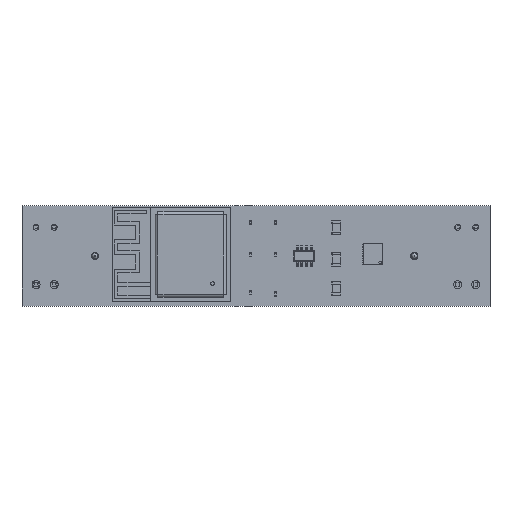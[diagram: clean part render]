
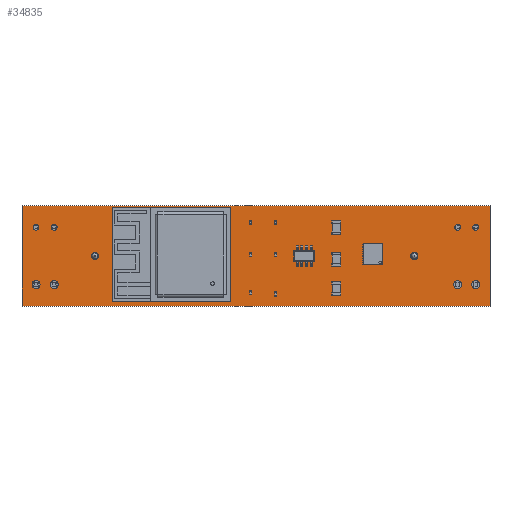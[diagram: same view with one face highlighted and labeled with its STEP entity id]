
A CAD part, top view. The second image highlights one B-rep face of the part: STEP entity #34835.
In plain terms, the highlighted planar face has unit normal (0, 0, 1).
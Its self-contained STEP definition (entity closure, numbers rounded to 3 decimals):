
#34613 = VERTEX_POINT('',#34614);
#34614 = CARTESIAN_POINT('',(134.,-101.,1.6));
#34620 = EDGE_CURVE('',#34613,#34621,#34623,.T.);
#34621 = VERTEX_POINT('',#34622);
#34622 = CARTESIAN_POINT('',(68.5,-101.,1.6));
#34623 = LINE('',#34624,#34625);
#34624 = CARTESIAN_POINT('',(134.,-101.,1.6));
#34625 = VECTOR('',#34626,1.);
#34626 = DIRECTION('',(-1.,0.,0.));
#34653 = VERTEX_POINT('',#34654);
#34654 = CARTESIAN_POINT('',(134.,-87.,1.6));
#34660 = EDGE_CURVE('',#34653,#34613,#34661,.T.);
#34661 = LINE('',#34662,#34663);
#34662 = CARTESIAN_POINT('',(134.,-87.,1.6));
#34663 = VECTOR('',#34664,1.);
#34664 = DIRECTION('',(0.,-1.,0.));
#34682 = EDGE_CURVE('',#34621,#34683,#34685,.T.);
#34683 = VERTEX_POINT('',#34684);
#34684 = CARTESIAN_POINT('',(68.5,-87.,1.6));
#34685 = LINE('',#34686,#34687);
#34686 = CARTESIAN_POINT('',(68.5,-101.,1.6));
#34687 = VECTOR('',#34688,1.);
#34688 = DIRECTION('',(0.,1.,0.));
#34835 = ADVANCED_FACE('',(#34836,#34847,#34858,#34869,#34880,#34891,
    #34902,#34913,#34924,#34935,#34946),#34957,.T.);
#34836 = FACE_BOUND('',#34837,.T.);
#34837 = EDGE_LOOP('',(#34838,#34839,#34840,#34846));
#34838 = ORIENTED_EDGE('',*,*,#34620,.F.);
#34839 = ORIENTED_EDGE('',*,*,#34660,.F.);
#34840 = ORIENTED_EDGE('',*,*,#34841,.F.);
#34841 = EDGE_CURVE('',#34683,#34653,#34842,.T.);
#34842 = LINE('',#34843,#34844);
#34843 = CARTESIAN_POINT('',(68.5,-87.,1.6));
#34844 = VECTOR('',#34845,1.);
#34845 = DIRECTION('',(1.,0.,0.));
#34846 = ORIENTED_EDGE('',*,*,#34682,.F.);
#34847 = FACE_BOUND('',#34848,.T.);
#34848 = EDGE_LOOP('',(#34849));
#34849 = ORIENTED_EDGE('',*,*,#34850,.T.);
#34850 = EDGE_CURVE('',#34851,#34851,#34853,.T.);
#34851 = VERTEX_POINT('',#34852);
#34852 = CARTESIAN_POINT('',(70.46,-98.56,1.6));
#34853 = CIRCLE('',#34854,0.56);
#34854 = AXIS2_PLACEMENT_3D('',#34855,#34856,#34857);
#34855 = CARTESIAN_POINT('',(70.46,-98.,1.6));
#34856 = DIRECTION('',(-0.,0.,-1.));
#34857 = DIRECTION('',(0.,-1.,0.));
#34858 = FACE_BOUND('',#34859,.T.);
#34859 = EDGE_LOOP('',(#34860));
#34860 = ORIENTED_EDGE('',*,*,#34861,.T.);
#34861 = EDGE_CURVE('',#34862,#34862,#34864,.T.);
#34862 = VERTEX_POINT('',#34863);
#34863 = CARTESIAN_POINT('',(73.,-98.56,1.6));
#34864 = CIRCLE('',#34865,0.56);
#34865 = AXIS2_PLACEMENT_3D('',#34866,#34867,#34868);
#34866 = CARTESIAN_POINT('',(73.,-98.,1.6));
#34867 = DIRECTION('',(-0.,0.,-1.));
#34868 = DIRECTION('',(-0.,-1.,0.));
#34869 = FACE_BOUND('',#34870,.T.);
#34870 = EDGE_LOOP('',(#34871));
#34871 = ORIENTED_EDGE('',*,*,#34872,.T.);
#34872 = EDGE_CURVE('',#34873,#34873,#34875,.T.);
#34873 = VERTEX_POINT('',#34874);
#34874 = CARTESIAN_POINT('',(129.46,-98.56,1.6));
#34875 = CIRCLE('',#34876,0.56);
#34876 = AXIS2_PLACEMENT_3D('',#34877,#34878,#34879);
#34877 = CARTESIAN_POINT('',(129.46,-98.,1.6));
#34878 = DIRECTION('',(-0.,0.,-1.));
#34879 = DIRECTION('',(-0.,-1.,0.));
#34880 = FACE_BOUND('',#34881,.T.);
#34881 = EDGE_LOOP('',(#34882));
#34882 = ORIENTED_EDGE('',*,*,#34883,.T.);
#34883 = EDGE_CURVE('',#34884,#34884,#34886,.T.);
#34884 = VERTEX_POINT('',#34885);
#34885 = CARTESIAN_POINT('',(132.,-98.56,1.6));
#34886 = CIRCLE('',#34887,0.56);
#34887 = AXIS2_PLACEMENT_3D('',#34888,#34889,#34890);
#34888 = CARTESIAN_POINT('',(132.,-98.,1.6));
#34889 = DIRECTION('',(-0.,0.,-1.));
#34890 = DIRECTION('',(-0.,-1.,0.));
#34891 = FACE_BOUND('',#34892,.T.);
#34892 = EDGE_LOOP('',(#34893));
#34893 = ORIENTED_EDGE('',*,*,#34894,.T.);
#34894 = EDGE_CURVE('',#34895,#34895,#34897,.T.);
#34895 = VERTEX_POINT('',#34896);
#34896 = CARTESIAN_POINT('',(78.7,-94.51,1.6));
#34897 = CIRCLE('',#34898,0.51);
#34898 = AXIS2_PLACEMENT_3D('',#34899,#34900,#34901);
#34899 = CARTESIAN_POINT('',(78.7,-94.,1.6));
#34900 = DIRECTION('',(-0.,0.,-1.));
#34901 = DIRECTION('',(0.,-1.,-0.));
#34902 = FACE_BOUND('',#34903,.T.);
#34903 = EDGE_LOOP('',(#34904));
#34904 = ORIENTED_EDGE('',*,*,#34905,.T.);
#34905 = EDGE_CURVE('',#34906,#34906,#34908,.T.);
#34906 = VERTEX_POINT('',#34907);
#34907 = CARTESIAN_POINT('',(70.46,-90.406,1.6));
#34908 = CIRCLE('',#34909,0.406);
#34909 = AXIS2_PLACEMENT_3D('',#34910,#34911,#34912);
#34910 = CARTESIAN_POINT('',(70.46,-90.,1.6));
#34911 = DIRECTION('',(-0.,0.,-1.));
#34912 = DIRECTION('',(0.,-1.,0.));
#34913 = FACE_BOUND('',#34914,.T.);
#34914 = EDGE_LOOP('',(#34915));
#34915 = ORIENTED_EDGE('',*,*,#34916,.T.);
#34916 = EDGE_CURVE('',#34917,#34917,#34919,.T.);
#34917 = VERTEX_POINT('',#34918);
#34918 = CARTESIAN_POINT('',(73.,-90.406,1.6));
#34919 = CIRCLE('',#34920,0.406);
#34920 = AXIS2_PLACEMENT_3D('',#34921,#34922,#34923);
#34921 = CARTESIAN_POINT('',(73.,-90.,1.6));
#34922 = DIRECTION('',(-0.,0.,-1.));
#34923 = DIRECTION('',(-0.,-1.,0.));
#34924 = FACE_BOUND('',#34925,.T.);
#34925 = EDGE_LOOP('',(#34926));
#34926 = ORIENTED_EDGE('',*,*,#34927,.T.);
#34927 = EDGE_CURVE('',#34928,#34928,#34930,.T.);
#34928 = VERTEX_POINT('',#34929);
#34929 = CARTESIAN_POINT('',(123.4,-94.51,1.6));
#34930 = CIRCLE('',#34931,0.51);
#34931 = AXIS2_PLACEMENT_3D('',#34932,#34933,#34934);
#34932 = CARTESIAN_POINT('',(123.4,-94.,1.6));
#34933 = DIRECTION('',(-0.,0.,-1.));
#34934 = DIRECTION('',(-0.,-1.,0.));
#34935 = FACE_BOUND('',#34936,.T.);
#34936 = EDGE_LOOP('',(#34937));
#34937 = ORIENTED_EDGE('',*,*,#34938,.T.);
#34938 = EDGE_CURVE('',#34939,#34939,#34941,.T.);
#34939 = VERTEX_POINT('',#34940);
#34940 = CARTESIAN_POINT('',(129.46,-90.406,1.6));
#34941 = CIRCLE('',#34942,0.406);
#34942 = AXIS2_PLACEMENT_3D('',#34943,#34944,#34945);
#34943 = CARTESIAN_POINT('',(129.46,-90.,1.6));
#34944 = DIRECTION('',(-0.,0.,-1.));
#34945 = DIRECTION('',(0.,-1.,-0.));
#34946 = FACE_BOUND('',#34947,.T.);
#34947 = EDGE_LOOP('',(#34948));
#34948 = ORIENTED_EDGE('',*,*,#34949,.T.);
#34949 = EDGE_CURVE('',#34950,#34950,#34952,.T.);
#34950 = VERTEX_POINT('',#34951);
#34951 = CARTESIAN_POINT('',(132.,-90.406,1.6));
#34952 = CIRCLE('',#34953,0.406);
#34953 = AXIS2_PLACEMENT_3D('',#34954,#34955,#34956);
#34954 = CARTESIAN_POINT('',(132.,-90.,1.6));
#34955 = DIRECTION('',(-0.,0.,-1.));
#34956 = DIRECTION('',(-0.,-1.,0.));
#34957 = PLANE('',#34958);
#34958 = AXIS2_PLACEMENT_3D('',#34959,#34960,#34961);
#34959 = CARTESIAN_POINT('',(0.,0.,1.6));
#34960 = DIRECTION('',(0.,0.,1.));
#34961 = DIRECTION('',(1.,0.,-0.));
